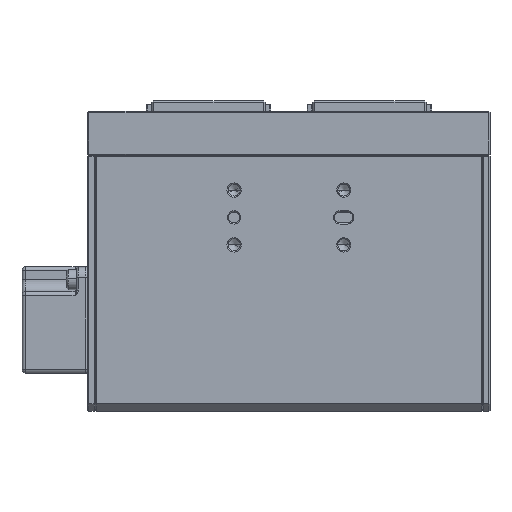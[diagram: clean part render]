
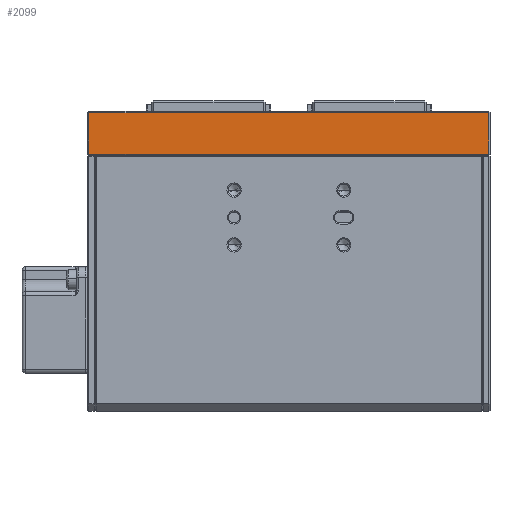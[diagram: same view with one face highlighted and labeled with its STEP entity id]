
A CAD part, top view. The second image highlights one B-rep face of the part: STEP entity #2099.
In plain terms, the highlighted planar face has unit normal (0, 0, 1).
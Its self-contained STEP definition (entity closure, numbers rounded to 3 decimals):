
#51 = EDGE_LOOP ( 'NONE', ( #15061, #14636, #31887, #18313 ) ) ;
#1981 = CARTESIAN_POINT ( 'NONE',  ( 54.7, 6., 18. ) ) ;
#2099 = ADVANCED_FACE ( 'NONE', ( #49572 ), #45858, .F. ) ;
#3056 = VECTOR ( 'NONE', #34571, 1000. ) ;
#6452 = EDGE_CURVE ( 'NONE', #24137, #43669, #38739, .T. ) ;
#6772 = VERTEX_POINT ( 'NONE', #16687 ) ;
#6846 = LINE ( 'NONE', #46870, #33132 ) ;
#7335 = VERTEX_POINT ( 'NONE', #45786 ) ;
#9643 = CARTESIAN_POINT ( 'NONE',  ( 55., 5.7, 18. ) ) ;
#9808 = EDGE_CURVE ( 'NONE', #6772, #24137, #22912, .T. ) ;
#9841 = DIRECTION ( 'NONE',  ( 0., -1., 0. ) ) ;
#12727 = DIRECTION ( 'NONE',  ( 0., 0., -1. ) ) ;
#14636 = ORIENTED_EDGE ( 'NONE', *, *, #9808, .T. ) ;
#15061 = ORIENTED_EDGE ( 'NONE', *, *, #37703, .T. ) ;
#16361 = AXIS2_PLACEMENT_3D ( 'NONE', #24955, #12727, #17762 ) ;
#16687 = CARTESIAN_POINT ( 'NONE',  ( 54.7, 5.7, 18. ) ) ;
#17762 = DIRECTION ( 'NONE',  ( 0., 1., 0. ) ) ;
#18313 = ORIENTED_EDGE ( 'NONE', *, *, #51555, .T. ) ;
#22912 = LINE ( 'NONE', #9643, #3056 ) ;
#23016 = DIRECTION ( 'NONE',  ( 1., 0., 0. ) ) ;
#24137 = VERTEX_POINT ( 'NONE', #49979 ) ;
#24955 = CARTESIAN_POINT ( 'NONE',  ( 55., 6., 18. ) ) ;
#26559 = CARTESIAN_POINT ( 'NONE',  ( -54.7, 6., 18. ) ) ;
#31887 = ORIENTED_EDGE ( 'NONE', *, *, #6452, .T. ) ;
#33132 = VECTOR ( 'NONE', #23016, 1000. ) ;
#34571 = DIRECTION ( 'NONE',  ( -1., 0., 0. ) ) ;
#37249 = CARTESIAN_POINT ( 'NONE',  ( -54.7, -5.7, 18. ) ) ;
#37703 = EDGE_CURVE ( 'NONE', #7335, #6772, #50219, .T. ) ;
#38739 = LINE ( 'NONE', #26559, #39984 ) ;
#39984 = VECTOR ( 'NONE', #9841, 1000. ) ;
#43669 = VERTEX_POINT ( 'NONE', #37249 ) ;
#45786 = CARTESIAN_POINT ( 'NONE',  ( 54.7, -5.7, 18. ) ) ;
#45858 = PLANE ( 'NONE',  #16361 ) ;
#45934 = VECTOR ( 'NONE', #51532, 1000. ) ;
#46870 = CARTESIAN_POINT ( 'NONE',  ( 55., -5.7, 18. ) ) ;
#49572 = FACE_OUTER_BOUND ( 'NONE', #51, .T. ) ;
#49979 = CARTESIAN_POINT ( 'NONE',  ( -54.7, 5.7, 18. ) ) ;
#50219 = LINE ( 'NONE', #1981, #45934 ) ;
#51532 = DIRECTION ( 'NONE',  ( 0., 1., 0. ) ) ;
#51555 = EDGE_CURVE ( 'NONE', #43669, #7335, #6846, .T. ) ;
